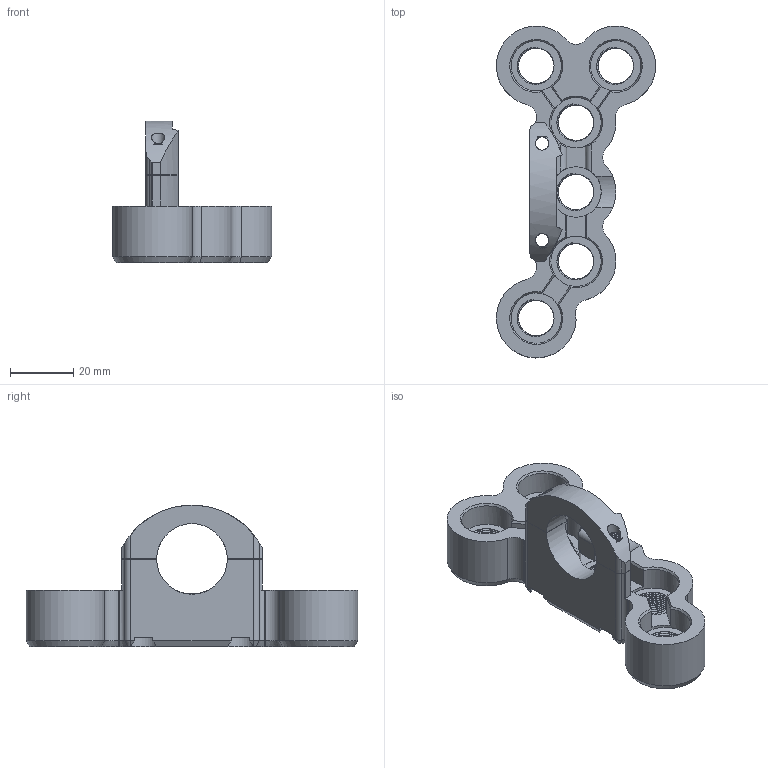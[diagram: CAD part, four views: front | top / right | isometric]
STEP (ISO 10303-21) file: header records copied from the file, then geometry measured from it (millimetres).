
FILE_DESCRIPTION(/* description */ (''),/* implementation_level */ '2;1');
FILE_NAME(/* name */ 'switchblock v7.step',/* time_stamp */ '2021-01-01T21:11:30-08:00',/* author */ (''),/* organization */ (''),/* preprocessor_version */ 'ST-DEVELOPER v18.1',/* originating_system */ 'Autodesk Translation Framework v9.7.0.1280',/* authorisation */ '');
FILE_SCHEMA (('AUTOMOTIVE_DESIGN { 1 0 10303 214 3 1 1 }'));
Length unit declared in the file: millimetre
Products named in the file (1): switchblock
Bounding box: 50.52 x 105.34 x 45 mm (x, y, z)
Volume: 41120.2 mm3; surface area: 19743.1 mm2
Topology: 2 solids, 2 shells, 394 faces, 1116 edges, 731 vertices
Faces by surface type: cylinder 284, plane 65, cone 27, bspline 18
Full cylindrical faces by diameter (mm): 4.234 x9, 5.1 x2, 5.12 x12, 11.283 x72, 12.124 x72, 13.3 x6, 16 x4
Entity records: 35243 total; most frequent: CARTESIAN_POINT 25877, ORIENTED_EDGE 2232, DIRECTION 1543, EDGE_CURVE 1116, VERTEX_POINT 731, AXIS2_PLACEMENT_3D 582, B_SPLINE_CURVE_WITH_KNOTS 529, EDGE_LOOP 421
